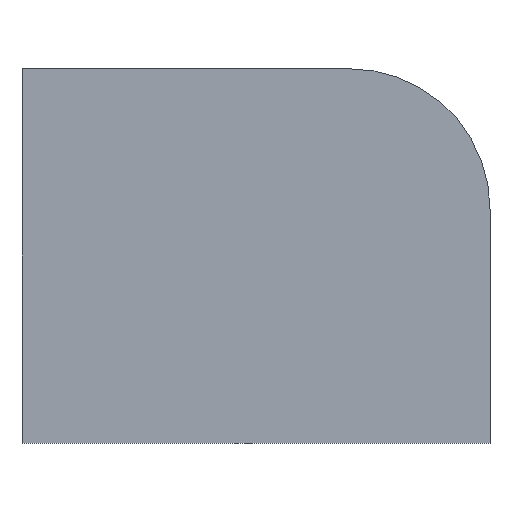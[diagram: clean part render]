
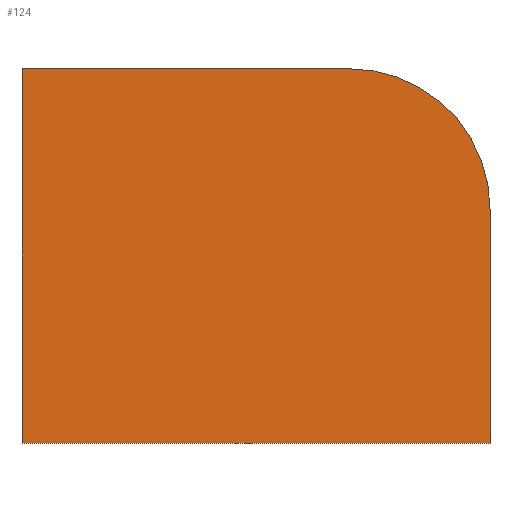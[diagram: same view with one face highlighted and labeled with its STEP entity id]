
A CAD part, left-side view. The second image highlights one B-rep face of the part: STEP entity #124.
In plain terms, the highlighted planar face has unit normal (-1, 0, 0).
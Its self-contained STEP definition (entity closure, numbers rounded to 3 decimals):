
#19=PLANE('',#147);
#26=FACE_OUTER_BOUND('',#33,.T.);
#33=EDGE_LOOP('',(#109,#110,#111,#112,#113));
#39=LINE('',#197,#52);
#44=LINE('',#207,#57);
#45=LINE('',#210,#58);
#47=LINE('',#213,#60);
#52=VECTOR('',#163,10.);
#57=VECTOR('',#172,10.);
#58=VECTOR('',#175,10.);
#60=VECTOR('',#179,10.);
#62=CIRCLE('',#142,15.);
#65=VERTEX_POINT('',#187);
#66=VERTEX_POINT('',#189);
#68=VERTEX_POINT('',#195);
#71=VERTEX_POINT('',#205);
#72=VERTEX_POINT('',#209);
#75=EDGE_CURVE('',#65,#66,#62,.T.);
#79=EDGE_CURVE('',#68,#65,#39,.T.);
#84=EDGE_CURVE('',#71,#68,#44,.T.);
#85=EDGE_CURVE('',#72,#66,#45,.T.);
#87=EDGE_CURVE('',#71,#72,#47,.T.);
#109=ORIENTED_EDGE('',*,*,#75,.F.);
#110=ORIENTED_EDGE('',*,*,#79,.F.);
#111=ORIENTED_EDGE('',*,*,#84,.F.);
#112=ORIENTED_EDGE('',*,*,#87,.T.);
#113=ORIENTED_EDGE('',*,*,#85,.T.);
#124=ADVANCED_FACE('',(#26),#19,.T.);
#142=AXIS2_PLACEMENT_3D('',#190,#156,#157);
#147=AXIS2_PLACEMENT_3D('',#212,#177,#178);
#156=DIRECTION('center_axis',(1.,0.,0.));
#157=DIRECTION('ref_axis',(0.,-0.707,0.707));
#163=DIRECTION('',(0.,-1.,0.));
#172=DIRECTION('',(0.,0.,1.));
#175=DIRECTION('',(0.,0.,1.));
#177=DIRECTION('center_axis',(-1.,0.,0.));
#178=DIRECTION('ref_axis',(0.,-1.,0.));
#179=DIRECTION('',(0.,-1.,0.));
#187=CARTESIAN_POINT('',(0.,15.,40.));
#189=CARTESIAN_POINT('',(0.,0.,25.));
#190=CARTESIAN_POINT('Origin',(0.,15.,25.));
#195=CARTESIAN_POINT('',(0.,50.,40.));
#197=CARTESIAN_POINT('',(0.,50.,40.));
#205=CARTESIAN_POINT('',(0.,50.,0.));
#207=CARTESIAN_POINT('',(0.,50.,0.));
#209=CARTESIAN_POINT('',(0.,0.,0.));
#210=CARTESIAN_POINT('',(0.,0.,0.));
#212=CARTESIAN_POINT('Origin',(0.,50.,0.));
#213=CARTESIAN_POINT('',(0.,50.,0.));
